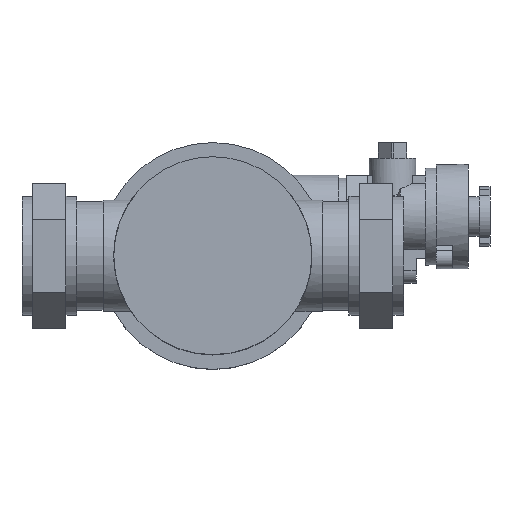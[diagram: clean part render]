
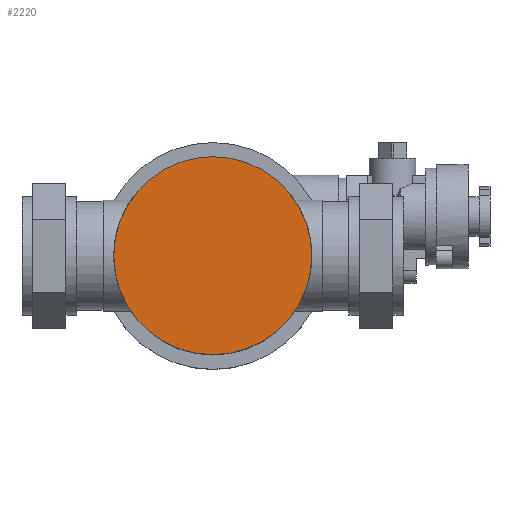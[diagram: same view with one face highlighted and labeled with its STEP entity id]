
A CAD part, top view. The second image highlights one B-rep face of the part: STEP entity #2220.
In plain terms, the highlighted planar face has unit normal (0, 0, 1).
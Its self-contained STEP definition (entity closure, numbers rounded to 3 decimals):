
#430=PLANE('',#2394);
#591=FACE_OUTER_BOUND('',#760,.T.);
#760=EDGE_LOOP('',(#1646));
#931=CIRCLE('',#2395,27.5);
#1063=VERTEX_POINT('',#3568);
#1291=EDGE_CURVE('',#1063,#1063,#931,.T.);
#1646=ORIENTED_EDGE('',*,*,#1291,.T.);
#2220=ADVANCED_FACE('',(#591),#430,.T.);
#2394=AXIS2_PLACEMENT_3D('',#3567,#2740,#2741);
#2395=AXIS2_PLACEMENT_3D('',#3569,#2742,#2743);
#2740=DIRECTION('center_axis',(0.,0.,1.));
#2741=DIRECTION('ref_axis',(1.,0.,0.));
#2742=DIRECTION('center_axis',(0.,0.,1.));
#2743=DIRECTION('ref_axis',(-1.,0.,0.));
#3567=CARTESIAN_POINT('Origin',(0.,0.,0.));
#3568=CARTESIAN_POINT('',(-27.5,0.,0.));
#3569=CARTESIAN_POINT('Origin',(0.,0.,0.));
